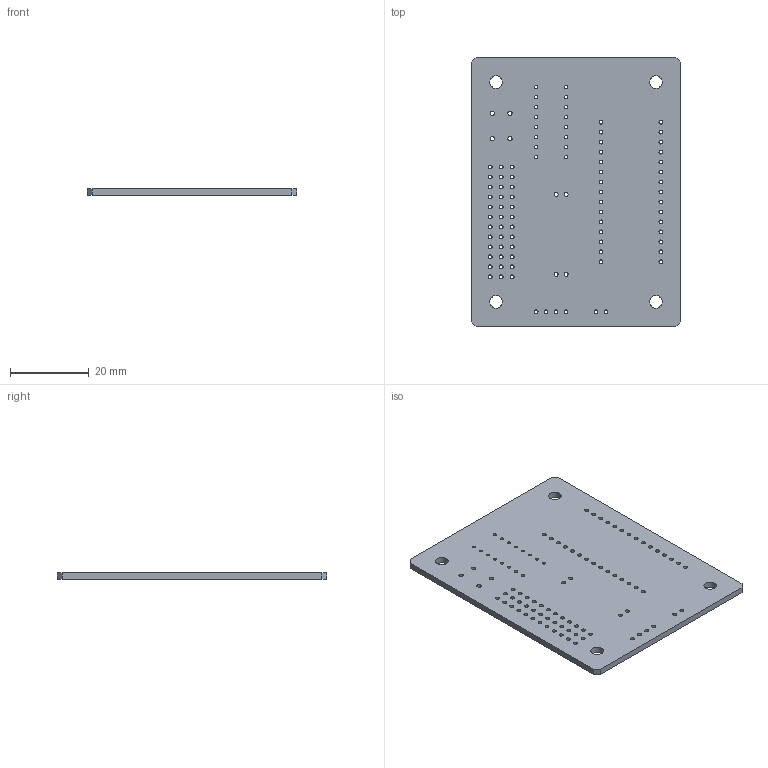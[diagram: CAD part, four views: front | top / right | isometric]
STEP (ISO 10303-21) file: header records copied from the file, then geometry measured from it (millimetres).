
FILE_DESCRIPTION(('KiCad electronic assembly'),'2;1');
FILE_NAME('board-eng.step','2025-05-19T16:13:10',('Pcbnew'),('Kicad'), 'Open CASCADE STEP processor 7.5','KiCad to STEP converter','Unknown' );
FILE_SCHEMA(('AUTOMOTIVE_DESIGN { 1 0 10303 214 1 1 1 1 }'));
Length unit declared in the file: millimetre
Products named in the file (2): board-eng 1; board-eng PCB
Assembly tree (1 placements, depth 2):
  board-eng 1
    board-eng PCB
Bounding box: 53.34 x 68.58 x 1.6 mm (x, y, z)
Volume: 5681.8 mm3; surface area: 8020.5 mm2
Topology: 1 solids, 1 shells, 110 faces, 324 edges, 216 vertices
Faces by surface type: cylinder 100, plane 10
Full cylindrical faces by diameter (mm): 0.8 x16, 1 x76, 1.1 x4, 3.2 x4
Entity records: 8447 total; most frequent: DIRECTION 1396, CARTESIAN_POINT 1300, ORIENTED_EDGE 648, PCURVE 648, DEFINITIONAL_REPRESENTATION 648, LINE 572, VECTOR 572, CIRCLE 400
